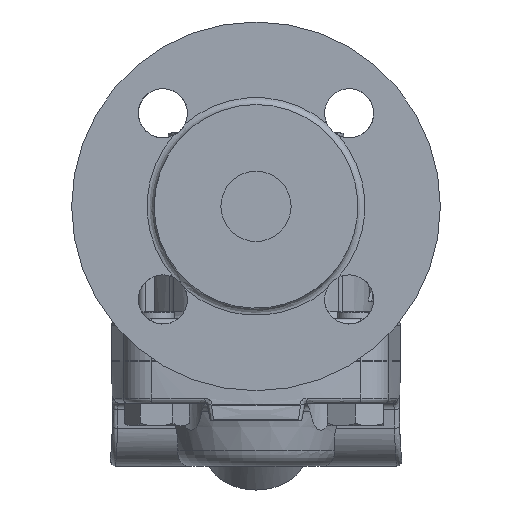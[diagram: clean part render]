
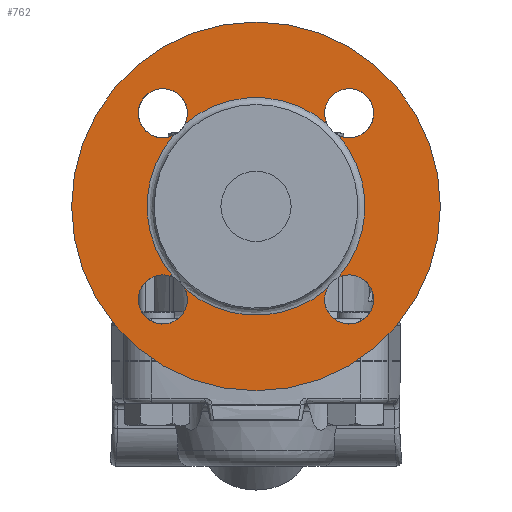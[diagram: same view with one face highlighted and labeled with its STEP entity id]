
A CAD part, left-side view. The second image highlights one B-rep face of the part: STEP entity #762.
In plain terms, the highlighted planar face has unit normal (-1, 0, 0).
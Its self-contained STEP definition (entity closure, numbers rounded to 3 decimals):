
#186=CARTESIAN_POINT('',(-70.0,-20.188,67.526));
#187=VERTEX_POINT('',#186);
#188=CARTESIAN_POINT('',(-70.0,-23.526,64.188));
#189=VERTEX_POINT('',#188);
#205=CARTESIAN_POINT('',(-70.0,20.188,67.526));
#206=VERTEX_POINT('',#205);
#207=CARTESIAN_POINT('',(-70.,0.0,44.));
#208=DIRECTION('',(-1.0,0.0,0.0));
#209=DIRECTION('',(0.0,0.0,-1.0));
#210=AXIS2_PLACEMENT_3D('',#207,#208,#209);
#211=CIRCLE('',#210,31.);
#212=EDGE_CURVE('',#187,#206,#211,.T.);
#214=CARTESIAN_POINT('',(-70.0,23.526,64.188));
#215=VERTEX_POINT('',#214);
#231=CARTESIAN_POINT('',(-70.,23.526,23.812));
#232=VERTEX_POINT('',#231);
#233=CARTESIAN_POINT('',(-70.,0.0,44.));
#234=DIRECTION('',(-1.0,0.0,0.0));
#235=DIRECTION('',(0.0,0.0,-1.0));
#236=AXIS2_PLACEMENT_3D('',#233,#234,#235);
#237=CIRCLE('',#236,31.);
#238=EDGE_CURVE('',#215,#232,#237,.T.);
#240=CARTESIAN_POINT('',(-70.,20.188,20.474));
#241=VERTEX_POINT('',#240);
#257=CARTESIAN_POINT('',(-70.,-20.188,20.474));
#258=VERTEX_POINT('',#257);
#259=CARTESIAN_POINT('',(-70.,0.0,44.));
#260=DIRECTION('',(-1.0,0.0,0.0));
#261=DIRECTION('',(0.0,0.0,-1.0));
#262=AXIS2_PLACEMENT_3D('',#259,#260,#261);
#263=CIRCLE('',#262,31.);
#264=EDGE_CURVE('',#241,#258,#263,.T.);
#266=CARTESIAN_POINT('',(-70.,-23.526,23.812));
#267=VERTEX_POINT('',#266);
#283=CARTESIAN_POINT('',(-70.,0.0,44.));
#284=DIRECTION('',(-1.0,0.0,0.0));
#285=DIRECTION('',(0.0,0.0,-1.0));
#286=AXIS2_PLACEMENT_3D('',#283,#284,#285);
#287=CIRCLE('',#286,31.);
#288=EDGE_CURVE('',#267,#189,#287,.T.);
#341=CARTESIAN_POINT('',(-70.,-26.517,17.483));
#342=DIRECTION('',(1.0,0.0,0.0));
#343=DIRECTION('',(0.0,-1.0,0.0));
#344=AXIS2_PLACEMENT_3D('',#341,#342,#343);
#345=CIRCLE('',#344,7.);
#346=EDGE_CURVE('',#267,#258,#345,.T.);
#389=CARTESIAN_POINT('',(-70.,26.517,17.483));
#390=DIRECTION('',(1.0,0.0,0.0));
#391=DIRECTION('',(0.0,0.0,-1.0));
#392=AXIS2_PLACEMENT_3D('',#389,#390,#391);
#393=CIRCLE('',#392,7.);
#394=EDGE_CURVE('',#241,#232,#393,.T.);
#437=CARTESIAN_POINT('',(-70.0,26.517,70.517));
#438=DIRECTION('',(1.0,0.0,0.0));
#439=DIRECTION('',(0.0,1.0,0.0));
#440=AXIS2_PLACEMENT_3D('',#437,#438,#439);
#441=CIRCLE('',#440,7.);
#442=EDGE_CURVE('',#215,#206,#441,.T.);
#485=CARTESIAN_POINT('',(-70.0,-26.517,70.517));
#486=DIRECTION('',(1.0,0.0,0.0));
#487=DIRECTION('',(0.0,0.0,1.0));
#488=AXIS2_PLACEMENT_3D('',#485,#486,#487);
#489=CIRCLE('',#488,7.);
#490=EDGE_CURVE('',#187,#189,#489,.T.);
#649=CARTESIAN_POINT('',(-70.,0.0,96.5));
#650=VERTEX_POINT('',#649);
#651=CARTESIAN_POINT('',(-70.,0.0,44.));
#652=DIRECTION('',(-1.0,0.0,0.0));
#653=DIRECTION('',(0.0,0.0,1.0));
#654=AXIS2_PLACEMENT_3D('',#651,#652,#653);
#655=CIRCLE('',#654,52.5);
#656=EDGE_CURVE('',#650,#650,#655,.T.);
#744=CARTESIAN_POINT('',(-70.0,0.0,84.75));
#745=DIRECTION('',(-1.0,0.0,0.0));
#746=DIRECTION('',(0.0,0.0,1.0));
#747=AXIS2_PLACEMENT_3D('',#744,#745,#746);
#748=PLANE('',#747);
#749=ORIENTED_EDGE('',*,*,#656,.T.);
#750=EDGE_LOOP('',(#749));
#751=FACE_OUTER_BOUND('',#750,.T.);
#752=ORIENTED_EDGE('',*,*,#288,.F.);
#753=ORIENTED_EDGE('',*,*,#346,.T.);
#754=ORIENTED_EDGE('',*,*,#264,.F.);
#755=ORIENTED_EDGE('',*,*,#394,.T.);
#756=ORIENTED_EDGE('',*,*,#238,.F.);
#757=ORIENTED_EDGE('',*,*,#442,.T.);
#758=ORIENTED_EDGE('',*,*,#212,.F.);
#759=ORIENTED_EDGE('',*,*,#490,.T.);
#760=EDGE_LOOP('',(#752,#753,#754,#755,#756,#757,#758,#759));
#761=FACE_BOUND('',#760,.T.);
#762=ADVANCED_FACE('',(#751,#761),#748,.T.);
